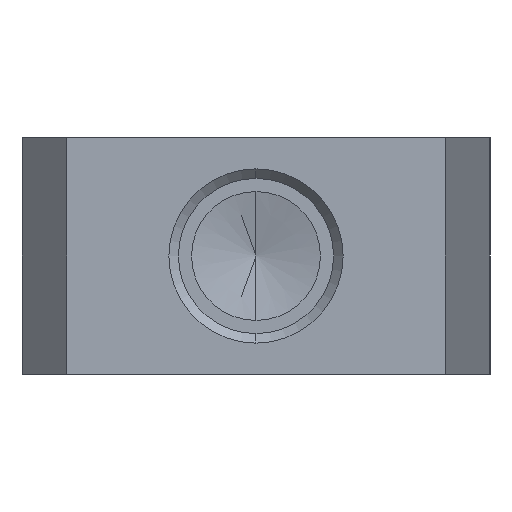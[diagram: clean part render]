
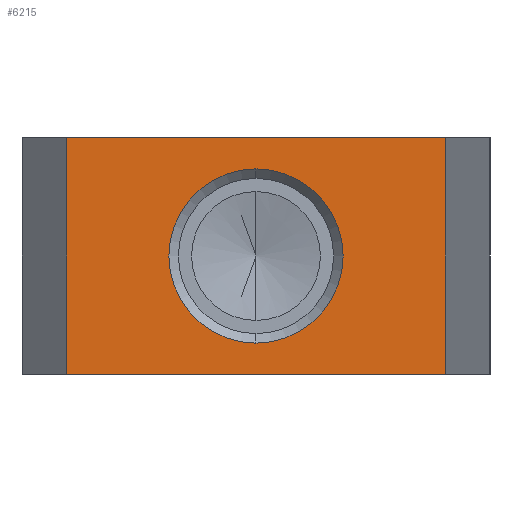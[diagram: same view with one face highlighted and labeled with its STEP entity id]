
A CAD part, front view. The second image highlights one B-rep face of the part: STEP entity #6215.
In plain terms, the highlighted planar face has unit normal (0, -1, 0).
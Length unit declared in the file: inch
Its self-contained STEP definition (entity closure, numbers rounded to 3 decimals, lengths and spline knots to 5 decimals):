
#141 = VERTEX_POINT ( 'NONE', #6863 ) ;
#538 = CARTESIAN_POINT ( 'NONE',  ( 0., -0.55, -0.217 ) ) ;
#674 = EDGE_CURVE ( 'NONE', #141, #3806, #3186, .T. ) ;
#861 = EDGE_CURVE ( 'NONE', #1438, #3806, #7758, .T. ) ;
#1018 = CIRCLE ( 'NONE', #1463, 0.092 ) ;
#1060 = EDGE_CURVE ( 'NONE', #5560, #5504, #5977, .T. ) ;
#1274 = VECTOR ( 'NONE', #2622, 39.37008 ) ;
#1374 = VECTOR ( 'NONE', #1841, 39.37008 ) ;
#1438 = VERTEX_POINT ( 'NONE', #7413 ) ;
#1463 = AXIS2_PLACEMENT_3D ( 'NONE', #1658, #6644, #2382 ) ;
#1642 = ORIENTED_EDGE ( 'NONE', *, *, #5392, .T. ) ;
#1658 = CARTESIAN_POINT ( 'NONE',  ( 0., -0.55, -0.125 ) ) ;
#1841 = DIRECTION ( 'NONE',  ( 1., 0., 0. ) ) ;
#2382 = DIRECTION ( 'NONE',  ( 0., 0., -1. ) ) ;
#2622 = DIRECTION ( 'NONE',  ( 0., 0., 1. ) ) ;
#2653 = EDGE_CURVE ( 'NONE', #8041, #141, #5194, .T. ) ;
#2805 = CARTESIAN_POINT ( 'NONE',  ( 0.2, -0.55, -0.25 ) ) ;
#2812 = DIRECTION ( 'NONE',  ( 0., 0., -1. ) ) ;
#2813 = EDGE_LOOP ( 'NONE', ( #3415, #1642 ) ) ;
#2886 = VECTOR ( 'NONE', #6642, 39.37008 ) ;
#3186 = LINE ( 'NONE', #2805, #1274 ) ;
#3191 = CARTESIAN_POINT ( 'NONE',  ( -0.2, -0.55, 0. ) ) ;
#3320 = ORIENTED_EDGE ( 'NONE', *, *, #2653, .T. ) ;
#3415 = ORIENTED_EDGE ( 'NONE', *, *, #1060, .T. ) ;
#3443 = ORIENTED_EDGE ( 'NONE', *, *, #6405, .F. ) ;
#3806 = VERTEX_POINT ( 'NONE', #6004 ) ;
#4228 = FACE_BOUND ( 'NONE', #2813, .T. ) ;
#4390 = AXIS2_PLACEMENT_3D ( 'NONE', #7785, #7241, #7144 ) ;
#4719 = CARTESIAN_POINT ( 'NONE',  ( -0.2, -0.55, -0.25 ) ) ;
#5194 = LINE ( 'NONE', #4719, #1374 ) ;
#5392 = EDGE_CURVE ( 'NONE', #5504, #5560, #1018, .T. ) ;
#5504 = VERTEX_POINT ( 'NONE', #7514 ) ;
#5560 = VERTEX_POINT ( 'NONE', #538 ) ;
#5794 = AXIS2_PLACEMENT_3D ( 'NONE', #6365, #7085, #2812 ) ;
#5938 = CARTESIAN_POINT ( 'NONE',  ( -0.2, -0.55, -0.25 ) ) ;
#5977 = CIRCLE ( 'NONE', #4390, 0.092 ) ;
#6004 = CARTESIAN_POINT ( 'NONE',  ( 0.2, -0.55, 0. ) ) ;
#6215 = ADVANCED_FACE ( 'NONE', ( #4228, #8025 ), #8468, .T. ) ;
#6365 = CARTESIAN_POINT ( 'NONE',  ( -0.2, -0.55, -0.25 ) ) ;
#6405 = EDGE_CURVE ( 'NONE', #8041, #1438, #6457, .T. ) ;
#6457 = LINE ( 'NONE', #5938, #2886 ) ;
#6642 = DIRECTION ( 'NONE',  ( 0., 0., 1. ) ) ;
#6644 = DIRECTION ( 'NONE',  ( 0., 1., 0. ) ) ;
#6668 = ORIENTED_EDGE ( 'NONE', *, *, #674, .T. ) ;
#6863 = CARTESIAN_POINT ( 'NONE',  ( 0.2, -0.55, -0.25 ) ) ;
#7062 = EDGE_LOOP ( 'NONE', ( #8359, #3443, #3320, #6668 ) ) ;
#7085 = DIRECTION ( 'NONE',  ( 0., -1., 0. ) ) ;
#7144 = DIRECTION ( 'NONE',  ( 0., 0., -1. ) ) ;
#7170 = CARTESIAN_POINT ( 'NONE',  ( -0.2, -0.55, -0.25 ) ) ;
#7241 = DIRECTION ( 'NONE',  ( 0., 1., 0. ) ) ;
#7413 = CARTESIAN_POINT ( 'NONE',  ( -0.2, -0.55, 0. ) ) ;
#7514 = CARTESIAN_POINT ( 'NONE',  ( 0., -0.55, -0.033 ) ) ;
#7758 = LINE ( 'NONE', #3191, #8979 ) ;
#7785 = CARTESIAN_POINT ( 'NONE',  ( 0., -0.55, -0.125 ) ) ;
#8025 = FACE_OUTER_BOUND ( 'NONE', #7062, .T. ) ;
#8028 = DIRECTION ( 'NONE',  ( 1., 0., 0. ) ) ;
#8041 = VERTEX_POINT ( 'NONE', #7170 ) ;
#8359 = ORIENTED_EDGE ( 'NONE', *, *, #861, .F. ) ;
#8468 = PLANE ( 'NONE',  #5794 ) ;
#8979 = VECTOR ( 'NONE', #8028, 39.37008 ) ;
